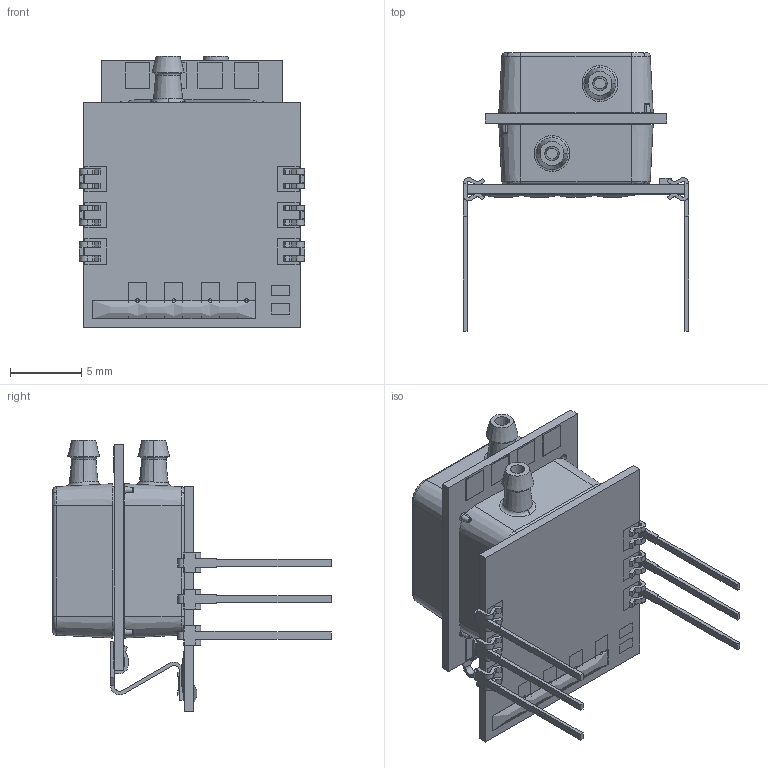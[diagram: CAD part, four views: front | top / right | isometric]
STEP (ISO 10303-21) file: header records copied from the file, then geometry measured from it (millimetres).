
FILE_DESCRIPTION (( 'STEP AP203' ), '1' );
FILE_NAME ('MLDX.STEP', '2020-01-31T18:57:53', ( '' ), ( '' ), 'SwSTEP 2.0', 'SolidWorks 2010', '' );
FILE_SCHEMA (( 'CONFIG_CONTROL_DESIGN' ));
Length unit declared in the file: inch
Products named in the file (9): Ceramic Mini Side Port; MLDX; adhesive; pcb MLDX; AS01-01-020 Rev J Mini barb; _Lead-0.10PitchSpecialCutSMT_RA Tight; solder bump; smt_resistor_packages_0603; AS01-06-025 Rev A clipped
Assembly tree (24 placements, depth 2):
  MLDX
    adhesive
    solder bump  x8
    _Lead-0.10PitchSpecialCutSMT_RA Tight  x4
    AS01-06-025 Rev A clipped  x6
    AS01-01-020 Rev J Mini barb  x2
    pcb MLDX
    Ceramic Mini Side Port
    smt_resistor_packages_0603
Bounding box: 15.74 x 19.47 x 19 mm (x, y, z)
Volume: 1262.2 mm3; surface area: 2198.7 mm2
Topology: 25 solids, 25 shells, 946 faces, 2422 edges, 1588 vertices
Faces by surface type: plane 676, cylinder 194, cone 34, bspline 28, torus 14
Entity records: 15230 total; most frequent: CARTESIAN_POINT 3225, ORIENTED_EDGE 2170, DIRECTION 2138, EDGE_CURVE 1085, LINE 866, VECTOR 866, VERTEX_POINT 714, AXIS2_PLACEMENT_3D 636
